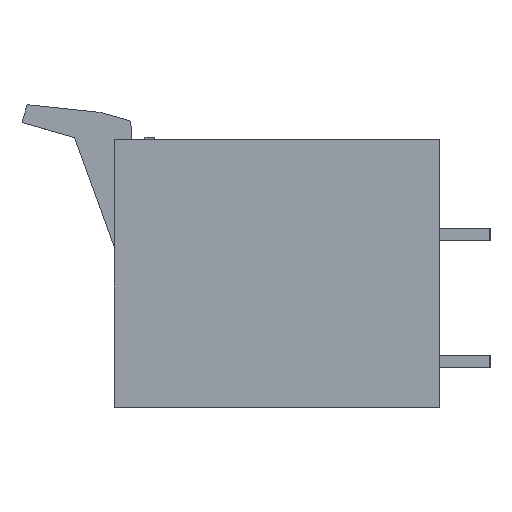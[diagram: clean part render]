
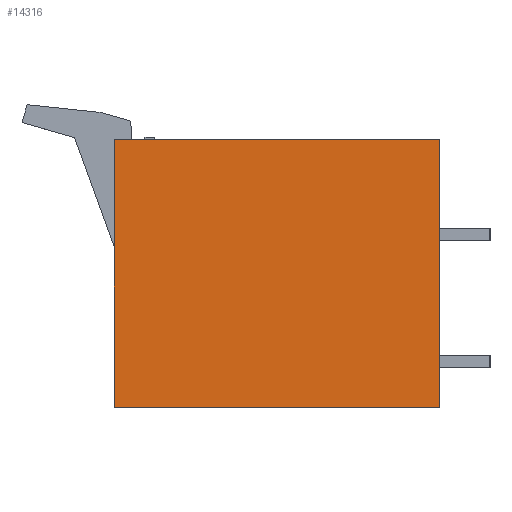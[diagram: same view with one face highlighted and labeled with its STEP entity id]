
A CAD part, left-side view. The second image highlights one B-rep face of the part: STEP entity #14316.
In plain terms, the highlighted planar face has unit normal (-1, 0, 0).
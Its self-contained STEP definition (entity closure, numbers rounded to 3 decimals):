
#14280=AXIS2_PLACEMENT_3D('Plane Axis2P3D',#14277,#14278,#14279) ;
#14277=CARTESIAN_POINT('Axis2P3D Location',(0.,0.,0.)) ;
#14282=CARTESIAN_POINT('Line Origine',(0.,21.065,0.)) ;
#14286=CARTESIAN_POINT('Vertex',(0.,37.13,0.)) ;
#14288=CARTESIAN_POINT('Vertex',(0.,5.,0.)) ;
#14291=CARTESIAN_POINT('Line Origine',(0.,5.,13.225)) ;
#14295=CARTESIAN_POINT('Vertex',(0.,5.,26.45)) ;
#14298=CARTESIAN_POINT('Line Origine',(0.,21.065,26.45)) ;
#14302=CARTESIAN_POINT('Vertex',(0.,37.13,26.45)) ;
#14305=CARTESIAN_POINT('Line Origine',(0.,37.13,13.225)) ;
#14278=DIRECTION('Axis2P3D Direction',(-1.,0.,0.)) ;
#14279=DIRECTION('Axis2P3D XDirection',(0.,-1.,0.)) ;
#14283=DIRECTION('Vector Direction',(0.,-1.,0.)) ;
#14292=DIRECTION('Vector Direction',(0.,0.,1.)) ;
#14299=DIRECTION('Vector Direction',(0.,1.,0.)) ;
#14306=DIRECTION('Vector Direction',(0.,0.,-1.)) ;
#14284=VECTOR('Line Direction',#14283,1.) ;
#14293=VECTOR('Line Direction',#14292,1.) ;
#14300=VECTOR('Line Direction',#14299,1.) ;
#14307=VECTOR('Line Direction',#14306,1.) ;
#14311=ORIENTED_EDGE('',*,*,#14290,.T.) ;
#14312=ORIENTED_EDGE('',*,*,#14297,.T.) ;
#14313=ORIENTED_EDGE('',*,*,#14304,.T.) ;
#14314=ORIENTED_EDGE('',*,*,#14309,.T.) ;
#14316=ADVANCED_FACE('HOUSING',(#14315),#14281,.T.) ;
#14290=EDGE_CURVE('',#14287,#14289,#14285,.T.) ;
#14297=EDGE_CURVE('',#14289,#14296,#14294,.T.) ;
#14304=EDGE_CURVE('',#14296,#14303,#14301,.T.) ;
#14309=EDGE_CURVE('',#14303,#14287,#14308,.T.) ;
#14310=EDGE_LOOP('',(#14311,#14312,#14313,#14314)) ;
#14315=FACE_OUTER_BOUND('',#14310,.T.) ;
#14285=LINE('Line',#14282,#14284) ;
#14294=LINE('Line',#14291,#14293) ;
#14301=LINE('Line',#14298,#14300) ;
#14308=LINE('Line',#14305,#14307) ;
#14281=PLANE('',#14280) ;
#14287=VERTEX_POINT('',#14286) ;
#14289=VERTEX_POINT('',#14288) ;
#14296=VERTEX_POINT('',#14295) ;
#14303=VERTEX_POINT('',#14302) ;
